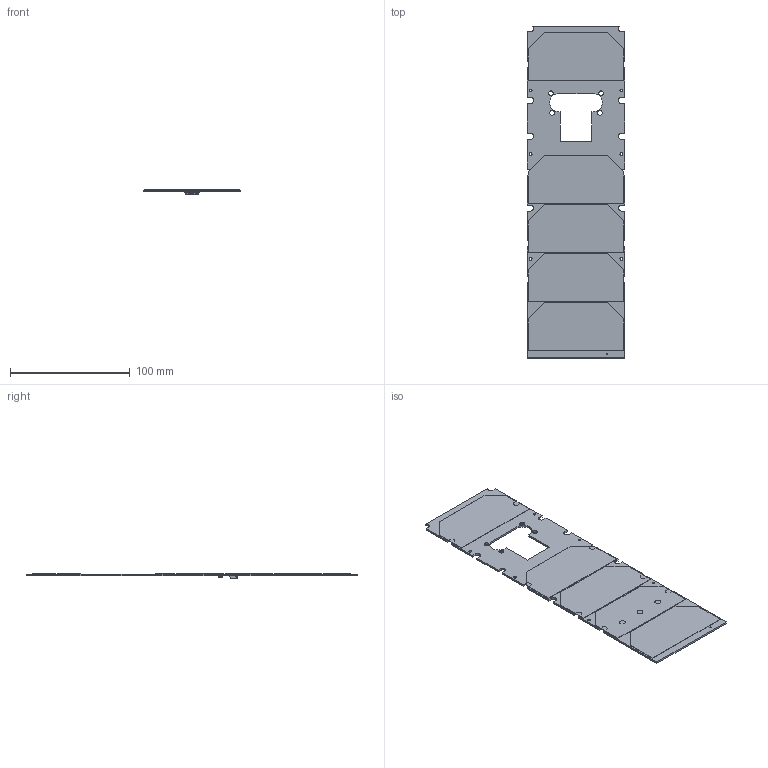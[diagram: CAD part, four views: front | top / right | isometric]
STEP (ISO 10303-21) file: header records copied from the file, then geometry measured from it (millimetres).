
FILE_DESCRIPTION(/* description */ (''),/* implementation_level */ '2;1');
FILE_NAME(/* name */ 'Center panel V1.3.brd v1.step',/* time_stamp */ '2017-09-06T10:13:13-07:00',/* author */ (''),/* organization */ (''),/* preprocessor_version */ 'ST-DEVELOPER v16.13',/* originating_system */ 'Autodesk Translation Framework v6.1.1.50',/* authorisation */ '');
FILE_SCHEMA (('AUTOMOTIVE_DESIGN { 1 0 10303 214 3 1 1 }'));
Length unit declared in the file: millimetre
Products named in the file (8): Center panel V1.3.brd v1; Board; SOLAR_CELL_BOTTOM_SHORT-PADS; SOLAR_CELL_OUTLINE; SOLAR_CELL_TOP_SHORT-PAD; SOLAR_CELL_STAND-ALONE; S008; PICOLOCK_5
Assembly tree (8 placements, depth 2):
  Center panel V1.3.brd v1
    Board
    SOLAR_CELL_BOTTOM_SHORT-PADS
    SOLAR_CELL_OUTLINE  x2
    SOLAR_CELL_TOP_SHORT-PAD
    SOLAR_CELL_STAND-ALONE
    S008
    PICOLOCK_5
Bounding box: 82 x 277.8 x 3.85 mm (x, y, z)
Volume: 37225 mm3; surface area: 74600.9 mm2
Topology: 17 solids, 17 shells, 1104 faces, 2490 edges, 1411 vertices
Faces by surface type: plane 969, cylinder 121, sphere 10, cone 4
Full cylindrical faces by diameter (mm): 0.3 x4, 2.382 x6, 4 x4, 5 x3
Entity records: 29903 total; most frequent: CARTESIAN_POINT 5038, DIRECTION 4917, ORIENTED_EDGE 4910, EDGE_CURVE 2455, LINE 2201, VECTOR 2201, VERTEX_POINT 1399, AXIS2_PLACEMENT_3D 1358
